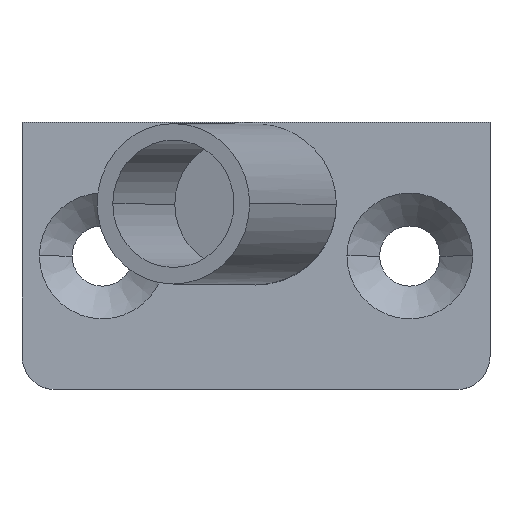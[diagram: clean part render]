
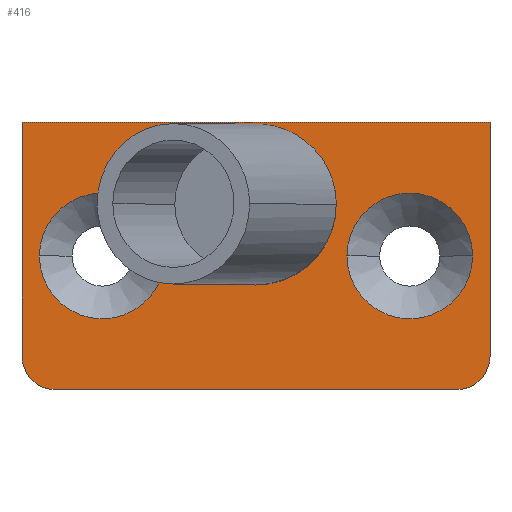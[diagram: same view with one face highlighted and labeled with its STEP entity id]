
A CAD part, top view. The second image highlights one B-rep face of the part: STEP entity #416.
In plain terms, the highlighted planar face has unit normal (0, 0, 1).
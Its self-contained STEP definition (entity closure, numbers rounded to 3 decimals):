
#1 = CARTESIAN_POINT ( 'NONE',  ( 17.5, -10., 3. ) ) ;
#3 = LINE ( 'NONE', #1, #461 ) ;
#6 = DIRECTION ( 'NONE',  ( 0., 0., 1. ) ) ;
#14 = DIRECTION ( 'NONE',  ( 1., 0., 0. ) ) ;
#25 = DIRECTION ( 'NONE',  ( 1., 0., 0. ) ) ;
#29 = DIRECTION ( 'NONE',  ( 0., 0., 1. ) ) ;
#39 = CARTESIAN_POINT ( 'NONE',  ( 6., 3.825, 3. ) ) ;
#53 = FACE_BOUND ( 'NONE', #182, .T. ) ;
#57 = VERTEX_POINT ( 'NONE', #286 ) ;
#60 = VERTEX_POINT ( 'NONE', #558 ) ;
#62 = CARTESIAN_POINT ( 'NONE',  ( -15., -10., 3. ) ) ;
#76 = DIRECTION ( 'NONE',  ( 0., 0., 1. ) ) ;
#79 = ORIENTED_EDGE ( 'NONE', *, *, #122, .T. ) ;
#81 = CIRCLE ( 'NONE', #687, 2.5 ) ;
#82 = AXIS2_PLACEMENT_3D ( 'NONE', #578, #76, #419 ) ;
#90 = ORIENTED_EDGE ( 'NONE', *, *, #187, .F. ) ;
#96 = CIRCLE ( 'NONE', #186, 4.7 ) ;
#98 = CARTESIAN_POINT ( 'NONE',  ( -17.5, 10., 3. ) ) ;
#100 = ORIENTED_EDGE ( 'NONE', *, *, #324, .T. ) ;
#104 = EDGE_CURVE ( 'NONE', #429, #57, #358, .T. ) ;
#115 = CARTESIAN_POINT ( 'NONE',  ( 17.5, -7.5, 3. ) ) ;
#116 = FACE_BOUND ( 'NONE', #371, .T. ) ;
#122 = EDGE_CURVE ( 'NONE', #363, #138, #606, .T. ) ;
#124 = DIRECTION ( 'NONE',  ( 0., -1., 0. ) ) ;
#128 = ORIENTED_EDGE ( 'NONE', *, *, #347, .T. ) ;
#134 = CARTESIAN_POINT ( 'NONE',  ( 11.5, 0., 3. ) ) ;
#138 = VERTEX_POINT ( 'NONE', #115 ) ;
#147 = VERTEX_POINT ( 'NONE', #554 ) ;
#162 = CARTESIAN_POINT ( 'NONE',  ( 15., -7.5, 3. ) ) ;
#164 = AXIS2_PLACEMENT_3D ( 'NONE', #162, #6, #393 ) ;
#173 = CARTESIAN_POINT ( 'NONE',  ( -16.2, 0., 3. ) ) ;
#175 = AXIS2_PLACEMENT_3D ( 'NONE', #325, #376, #332 ) ;
#176 = DIRECTION ( 'NONE',  ( 0., 0., 1. ) ) ;
#182 = EDGE_LOOP ( 'NONE', ( #574, #451 ) ) ;
#185 = VECTOR ( 'NONE', #124, 1000. ) ;
#186 = AXIS2_PLACEMENT_3D ( 'NONE', #200, #372, #266 ) ;
#187 = EDGE_CURVE ( 'NONE', #541, #60, #369, .T. ) ;
#192 = DIRECTION ( 'NONE',  ( 0., 0., 1. ) ) ;
#194 = CARTESIAN_POINT ( 'NONE',  ( -17.5, -10., 3. ) ) ;
#200 = CARTESIAN_POINT ( 'NONE',  ( -11.5, 0., 3. ) ) ;
#223 = DIRECTION ( 'NONE',  ( 0., 0., 1. ) ) ;
#240 = LINE ( 'NONE', #622, #185 ) ;
#248 = AXIS2_PLACEMENT_3D ( 'NONE', #669, #505, #280 ) ;
#266 = DIRECTION ( 'NONE',  ( 1., 0., 0. ) ) ;
#269 = EDGE_CURVE ( 'NONE', #274, #147, #240, .T. ) ;
#274 = VERTEX_POINT ( 'NONE', #468 ) ;
#280 = DIRECTION ( 'NONE',  ( -1., 0., 0. ) ) ;
#286 = CARTESIAN_POINT ( 'NONE',  ( 6.8, 0., 3. ) ) ;
#291 = FACE_BOUND ( 'NONE', #534, .T. ) ;
#320 = DIRECTION ( 'NONE',  ( -1., 0., 0. ) ) ;
#323 = ORIENTED_EDGE ( 'NONE', *, *, #104, .F. ) ;
#324 = EDGE_CURVE ( 'NONE', #538, #363, #593, .T. ) ;
#325 = CARTESIAN_POINT ( 'NONE',  ( 0., 3.825, 3. ) ) ;
#332 = DIRECTION ( 'NONE',  ( 1., 0., 0. ) ) ;
#336 = EDGE_CURVE ( 'NONE', #667, #490, #515, .T. ) ;
#347 = EDGE_CURVE ( 'NONE', #597, #274, #586, .T. ) ;
#352 = CARTESIAN_POINT ( 'NONE',  ( -11.5, 0., 3. ) ) ;
#353 = EDGE_CURVE ( 'NONE', #60, #541, #96, .T. ) ;
#358 = CIRCLE ( 'NONE', #525, 4.7 ) ;
#363 = VERTEX_POINT ( 'NONE', #543 ) ;
#364 = CARTESIAN_POINT ( 'NONE',  ( -6., 3.825, 3. ) ) ;
#369 = CIRCLE ( 'NONE', #447, 4.7 ) ;
#371 = EDGE_LOOP ( 'NONE', ( #323, #430 ) ) ;
#372 = DIRECTION ( 'NONE',  ( 0., 0., 1. ) ) ;
#375 = EDGE_CURVE ( 'NONE', #147, #538, #81, .T. ) ;
#376 = DIRECTION ( 'NONE',  ( 0., 0., 1. ) ) ;
#393 = DIRECTION ( 'NONE',  ( -1., 0., 0. ) ) ;
#401 = AXIS2_PLACEMENT_3D ( 'NONE', #134, #192, #25 ) ;
#416 = ADVANCED_FACE ( 'NONE', ( #116, #53, #443, #291 ), #612, .F. ) ;
#419 = DIRECTION ( 'NONE',  ( 1., 0., 0. ) ) ;
#429 = VERTEX_POINT ( 'NONE', #702 ) ;
#430 = ORIENTED_EDGE ( 'NONE', *, *, #691, .F. ) ;
#443 = FACE_OUTER_BOUND ( 'NONE', #477, .T. ) ;
#447 = AXIS2_PLACEMENT_3D ( 'NONE', #352, #223, #517 ) ;
#451 = ORIENTED_EDGE ( 'NONE', *, *, #694, .F. ) ;
#461 = VECTOR ( 'NONE', #609, 1000. ) ;
#468 = CARTESIAN_POINT ( 'NONE',  ( -17.5, 10., 3. ) ) ;
#477 = EDGE_LOOP ( 'NONE', ( #100, #79, #480, #128, #714, #569 ) ) ;
#480 = ORIENTED_EDGE ( 'NONE', *, *, #564, .T. ) ;
#490 = VERTEX_POINT ( 'NONE', #39 ) ;
#502 = CARTESIAN_POINT ( 'NONE',  ( 17.5, 10., 3. ) ) ;
#505 = DIRECTION ( 'NONE',  ( 0., 0., -1. ) ) ;
#515 = CIRCLE ( 'NONE', #175, 6. ) ;
#517 = DIRECTION ( 'NONE',  ( 1., 0., 0. ) ) ;
#525 = AXIS2_PLACEMENT_3D ( 'NONE', #556, #176, #14 ) ;
#532 = CARTESIAN_POINT ( 'NONE',  ( -15., -7.5, 3. ) ) ;
#534 = EDGE_LOOP ( 'NONE', ( #685, #90 ) ) ;
#538 = VERTEX_POINT ( 'NONE', #62 ) ;
#539 = DIRECTION ( 'NONE',  ( -1., 0., 0. ) ) ;
#541 = VERTEX_POINT ( 'NONE', #173 ) ;
#543 = CARTESIAN_POINT ( 'NONE',  ( 15., -10., 3. ) ) ;
#554 = CARTESIAN_POINT ( 'NONE',  ( -17.5, -7.5, 3. ) ) ;
#556 = CARTESIAN_POINT ( 'NONE',  ( 11.5, 0., 3. ) ) ;
#558 = CARTESIAN_POINT ( 'NONE',  ( -6.8, 0., 3. ) ) ;
#564 = EDGE_CURVE ( 'NONE', #138, #597, #3, .T. ) ;
#569 = ORIENTED_EDGE ( 'NONE', *, *, #375, .T. ) ;
#574 = ORIENTED_EDGE ( 'NONE', *, *, #336, .F. ) ;
#578 = CARTESIAN_POINT ( 'NONE',  ( 0., 3.825, 3. ) ) ;
#586 = LINE ( 'NONE', #98, #628 ) ;
#593 = LINE ( 'NONE', #194, #709 ) ;
#597 = VERTEX_POINT ( 'NONE', #502 ) ;
#606 = CIRCLE ( 'NONE', #164, 2.5 ) ;
#608 = CIRCLE ( 'NONE', #82, 6. ) ;
#609 = DIRECTION ( 'NONE',  ( 0., 1., 0. ) ) ;
#612 = PLANE ( 'NONE',  #248 ) ;
#617 = CIRCLE ( 'NONE', #401, 4.7 ) ;
#622 = CARTESIAN_POINT ( 'NONE',  ( -17.5, -10., 3. ) ) ;
#628 = VECTOR ( 'NONE', #320, 1000. ) ;
#667 = VERTEX_POINT ( 'NONE', #364 ) ;
#669 = CARTESIAN_POINT ( 'NONE',  ( 0., 0., 3. ) ) ;
#685 = ORIENTED_EDGE ( 'NONE', *, *, #353, .F. ) ;
#687 = AXIS2_PLACEMENT_3D ( 'NONE', #532, #29, #539 ) ;
#691 = EDGE_CURVE ( 'NONE', #57, #429, #617, .T. ) ;
#694 = EDGE_CURVE ( 'NONE', #490, #667, #608, .T. ) ;
#696 = DIRECTION ( 'NONE',  ( 1., 0., 0. ) ) ;
#702 = CARTESIAN_POINT ( 'NONE',  ( 16.2, 0., 3. ) ) ;
#709 = VECTOR ( 'NONE', #696, 1000. ) ;
#714 = ORIENTED_EDGE ( 'NONE', *, *, #269, .T. ) ;
